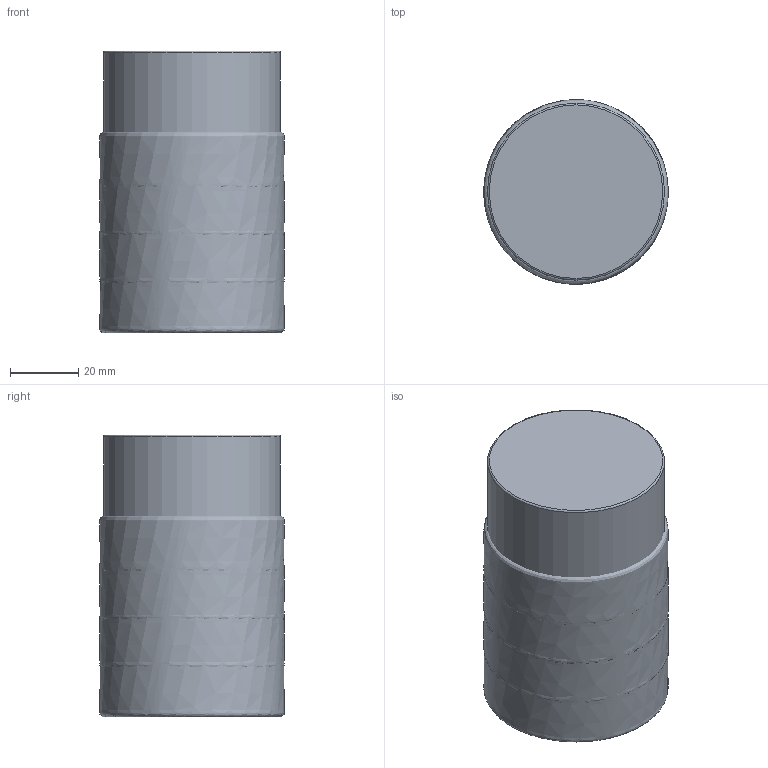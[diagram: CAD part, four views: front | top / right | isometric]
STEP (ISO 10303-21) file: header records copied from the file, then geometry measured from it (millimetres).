
FILE_DESCRIPTION(/* description */ (''),/* implementation_level */ '2;1');
FILE_NAME(/* name */ '1589196106162.stp',/* time_stamp */ '2020-05-11T16:52:08+05:00',/* author */ (''),/* organization */ ('SMS'),/* preprocessor_version */ 'ST-DEVELOPER v16.7',/* originating_system */ 'SIEMENS PLM Software NX 12.0',/* authorisation */ '');
FILE_SCHEMA (('AUTOMOTIVE_DESIGN { 1 0 10303 214 3 1 1 1 }'));
Length unit declared in the file: millimetre
Products named in the file (4): ASSEMBLY_CONSTRUCTION; 202613864mod000_01; 202977983mod000_00; 202977982mod000_00
Assembly tree (6 placements, depth 2):
  202977982mod000_00
    202977983mod000_00
    202613864mod000_01  x4
    ASSEMBLY_CONSTRUCTION
Bounding box: 54.01 x 54.01 x 82.6 mm (x, y, z)
Surface area: 46580 mm2
Topology: 5 solids, 5 shells, 23 faces, 50 edges, 51 vertices
Faces by surface type: cone 11, torus 4, bspline 4, plane 3, cylinder 1
Full cylindrical faces by diameter (mm): 51.845 x1
Entity records: 21057 total; most frequent: CARTESIAN_POINT 20399, DIRECTION 116, AXIS2_PLACEMENT_3D 58, FACE_BOUND 38, EDGE_LOOP 36, ORIENTED_EDGE 36, STYLED_ITEM 35, PRESENTATION_STYLE_ASSIGNMENT 35
